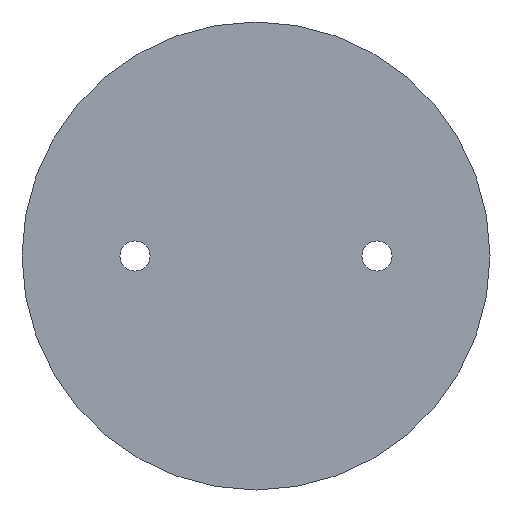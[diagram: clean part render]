
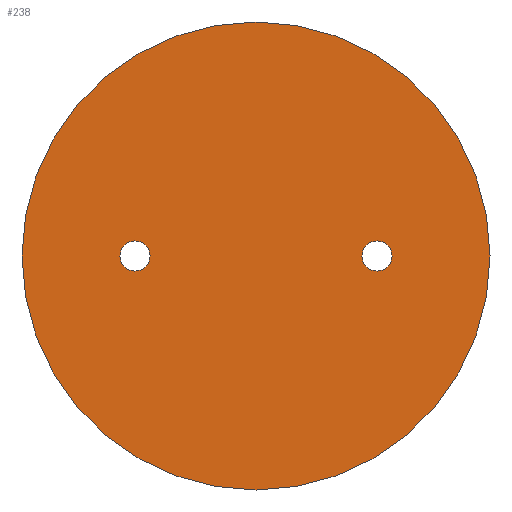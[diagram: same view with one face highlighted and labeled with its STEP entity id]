
A CAD part, front view. The second image highlights one B-rep face of the part: STEP entity #238.
In plain terms, the highlighted planar face has unit normal (0, -1, 0).
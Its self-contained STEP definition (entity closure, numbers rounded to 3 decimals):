
#4 = AXIS2_PLACEMENT_3D ( 'NONE', #69, #235, #42 ) ;
#10 = VERTEX_POINT ( 'NONE', #165 ) ;
#15 = CARTESIAN_POINT ( 'NONE',  ( -50.115, -3., 0. ) ) ;
#17 = CARTESIAN_POINT ( 'NONE',  ( 50.115, -3., 0. ) ) ;
#29 = DIRECTION ( 'NONE',  ( 0., 1., 0. ) ) ;
#30 = CARTESIAN_POINT ( 'NONE',  ( 0., -3., 0. ) ) ;
#38 = ORIENTED_EDGE ( 'NONE', *, *, #44, .T. ) ;
#41 = EDGE_LOOP ( 'NONE', ( #208, #38 ) ) ;
#42 = DIRECTION ( 'NONE',  ( 0., 0., 1. ) ) ;
#43 = FACE_BOUND ( 'NONE', #41, .T. ) ;
#44 = EDGE_CURVE ( 'NONE', #102, #123, #105, .T. ) ;
#45 = ORIENTED_EDGE ( 'NONE', *, *, #155, .T. ) ;
#51 = CIRCLE ( 'NONE', #214, 96.9 ) ;
#53 = ORIENTED_EDGE ( 'NONE', *, *, #66, .F. ) ;
#57 = VERTEX_POINT ( 'NONE', #221 ) ;
#61 = DIRECTION ( 'NONE',  ( 0., 1., 0. ) ) ;
#66 = EDGE_CURVE ( 'NONE', #10, #131, #51, .T. ) ;
#69 = CARTESIAN_POINT ( 'NONE',  ( 0., -3., 0. ) ) ;
#84 = AXIS2_PLACEMENT_3D ( 'NONE', #96, #206, #268 ) ;
#89 = FACE_OUTER_BOUND ( 'NONE', #149, .T. ) ;
#96 = CARTESIAN_POINT ( 'NONE',  ( 50.115, -3., 0. ) ) ;
#102 = VERTEX_POINT ( 'NONE', #245 ) ;
#105 = CIRCLE ( 'NONE', #257, 6.25 ) ;
#110 = PLANE ( 'NONE',  #4 ) ;
#113 = DIRECTION ( 'NONE',  ( 0., 1., 0. ) ) ;
#119 = CARTESIAN_POINT ( 'NONE',  ( 0., -3., -96.9 ) ) ;
#123 = VERTEX_POINT ( 'NONE', #265 ) ;
#131 = VERTEX_POINT ( 'NONE', #119 ) ;
#134 = AXIS2_PLACEMENT_3D ( 'NONE', #17, #61, #213 ) ;
#139 = EDGE_CURVE ( 'NONE', #181, #57, #210, .T. ) ;
#149 = EDGE_LOOP ( 'NONE', ( #167, #53 ) ) ;
#155 = EDGE_CURVE ( 'NONE', #57, #181, #262, .T. ) ;
#165 = CARTESIAN_POINT ( 'NONE',  ( 0., -3., 96.9 ) ) ;
#167 = ORIENTED_EDGE ( 'NONE', *, *, #252, .F. ) ;
#174 = DIRECTION ( 'NONE',  ( 0., 0., -1. ) ) ;
#178 = DIRECTION ( 'NONE',  ( 0., 0., -1. ) ) ;
#181 = VERTEX_POINT ( 'NONE', #269 ) ;
#183 = EDGE_LOOP ( 'NONE', ( #250, #45 ) ) ;
#188 = AXIS2_PLACEMENT_3D ( 'NONE', #258, #216, #174 ) ;
#191 = CIRCLE ( 'NONE', #241, 96.9 ) ;
#201 = DIRECTION ( 'NONE',  ( 0., 0., 1. ) ) ;
#202 = DIRECTION ( 'NONE',  ( 0., 0., 1. ) ) ;
#206 = DIRECTION ( 'NONE',  ( 0., 1., 0. ) ) ;
#208 = ORIENTED_EDGE ( 'NONE', *, *, #217, .T. ) ;
#210 = CIRCLE ( 'NONE', #84, 6.25 ) ;
#213 = DIRECTION ( 'NONE',  ( 0., 0., 1. ) ) ;
#214 = AXIS2_PLACEMENT_3D ( 'NONE', #30, #113, #202 ) ;
#215 = FACE_BOUND ( 'NONE', #183, .T. ) ;
#216 = DIRECTION ( 'NONE',  ( 0., 1., 0. ) ) ;
#217 = EDGE_CURVE ( 'NONE', #123, #102, #219, .T. ) ;
#219 = CIRCLE ( 'NONE', #188, 6.25 ) ;
#221 = CARTESIAN_POINT ( 'NONE',  ( 50.115, -3., 6.25 ) ) ;
#222 = DIRECTION ( 'NONE',  ( 0., 1., 0. ) ) ;
#235 = DIRECTION ( 'NONE',  ( 0., 1., 0. ) ) ;
#238 = ADVANCED_FACE ( 'NONE', ( #89, #215, #43 ), #110, .F. ) ;
#241 = AXIS2_PLACEMENT_3D ( 'NONE', #255, #222, #201 ) ;
#245 = CARTESIAN_POINT ( 'NONE',  ( -50.115, -3., 6.25 ) ) ;
#250 = ORIENTED_EDGE ( 'NONE', *, *, #139, .T. ) ;
#252 = EDGE_CURVE ( 'NONE', #131, #10, #191, .T. ) ;
#255 = CARTESIAN_POINT ( 'NONE',  ( 0., -3., 0. ) ) ;
#257 = AXIS2_PLACEMENT_3D ( 'NONE', #15, #29, #178 ) ;
#258 = CARTESIAN_POINT ( 'NONE',  ( -50.115, -3., 0. ) ) ;
#262 = CIRCLE ( 'NONE', #134, 6.25 ) ;
#265 = CARTESIAN_POINT ( 'NONE',  ( -50.115, -3., -6.25 ) ) ;
#268 = DIRECTION ( 'NONE',  ( 0., 0., 1. ) ) ;
#269 = CARTESIAN_POINT ( 'NONE',  ( 50.115, -3., -6.25 ) ) ;
